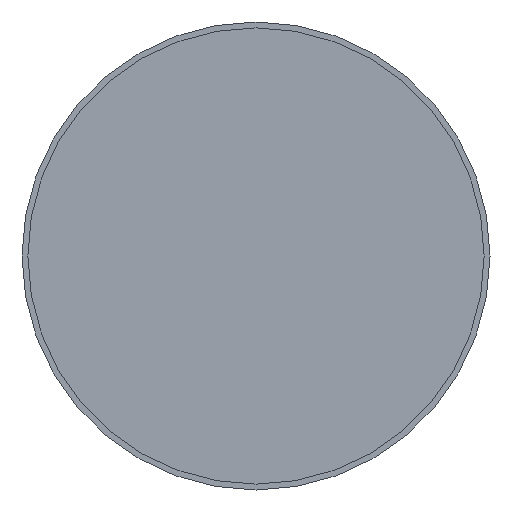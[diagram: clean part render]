
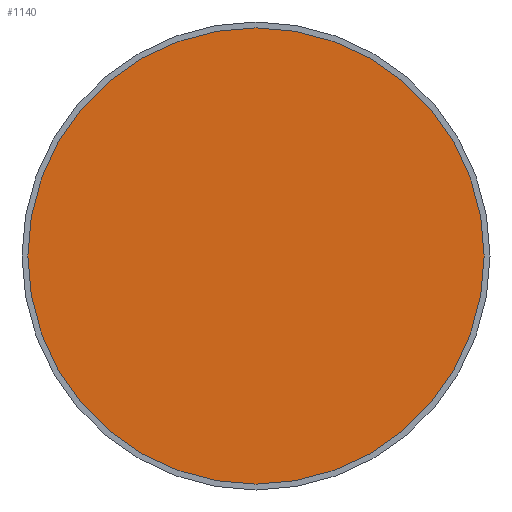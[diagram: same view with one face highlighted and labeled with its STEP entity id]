
A CAD part, front view. The second image highlights one B-rep face of the part: STEP entity #1140.
In plain terms, the highlighted planar face has unit normal (0, -1, 0).
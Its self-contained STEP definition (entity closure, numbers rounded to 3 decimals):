
#328=CARTESIAN_POINT('',(0.,0.,0.));
#329=DIRECTION('',(0.,-1.,0.));
#330=DIRECTION('',(1.,0.,0.));
#331=AXIS2_PLACEMENT_3D('',#328,#329,#330);
#351=CARTESIAN_POINT('',(0.,0.,0.));
#352=DIRECTION('',(0.,1.,0.));
#353=DIRECTION('',(1.,0.,0.));
#354=AXIS2_PLACEMENT_3D('',#351,#352,#353);
#1009=CARTESIAN_POINT('',(19.5,0.,0.));
#1011=VERTEX_POINT('',#1009);
#1023=CARTESIAN_POINT('',(-19.5,0.,0.));
#1025=VERTEX_POINT('',#1023);
#1129=CARTESIAN_POINT('',(0.,0.,0.));
#1130=DIRECTION('',(0.,-1.,0.));
#1131=DIRECTION('',(-1.,0.,0.));
#1132=AXIS2_PLACEMENT_3D('',#1129,#1130,#1131);
#1133=PLANE('',#1132);
#1135=ORIENTED_EDGE('',*,*,#1134,.F.);
#1137=ORIENTED_EDGE('',*,*,#1136,.T.);
#1138=EDGE_LOOP('',(#1135,#1137));
#1139=FACE_OUTER_BOUND('',#1138,.F.);
#332=CIRCLE('',#331,19.5);
#355=CIRCLE('',#354,19.5);
#1134=EDGE_CURVE('',#1011,#1025,#332,.T.);
#1136=EDGE_CURVE('',#1011,#1025,#355,.T.);
#1140=ADVANCED_FACE('',(#1139),#1133,.T.);
